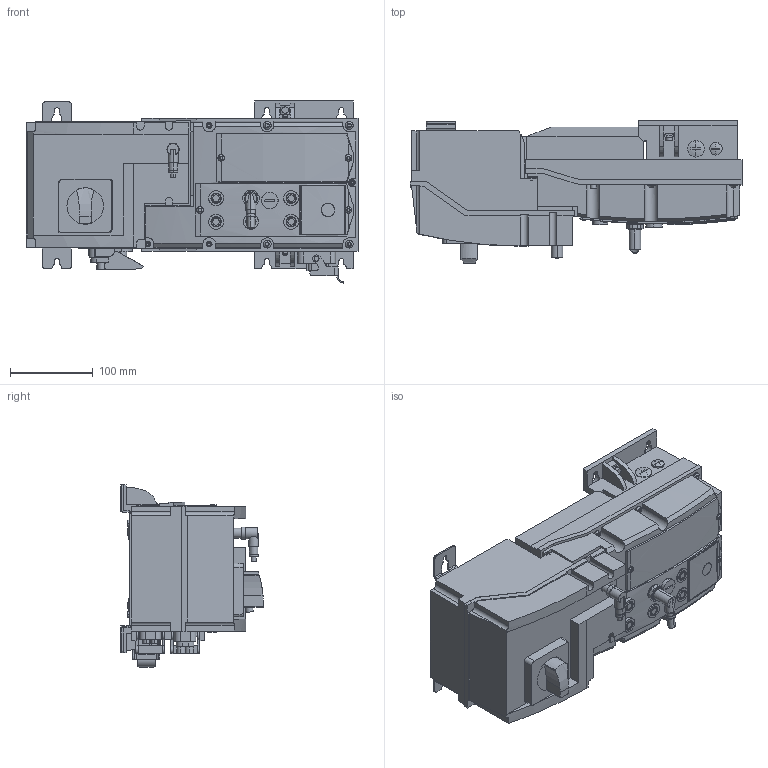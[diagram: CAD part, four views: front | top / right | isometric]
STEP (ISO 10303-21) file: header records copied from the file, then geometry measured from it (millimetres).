
FILE_DESCRIPTION(('STEP AP214'),'1');
FILE_NAME('cctmp_013B647E-1171-4823-A0C6-1BC8C0ED1501_2024_04_10_16_13_00_0385_2188..stp','2024-04-10T14:13:00',('Lenze SE'),('CADClick - www.CADClick.com'),'Spatial InterOp 3D',' ','unknown authorization');
FILE_SCHEMA(('AUTOMOTIVE_DESIGN'));
Length unit declared in the file: millimetre
Products named in the file (1): 2024_04_10_16_13_00_0338
Bounding box: 400.3 x 172 x 219.45 mm (x, y, z)
Volume: 7006467.7 mm3; surface area: 373812.5 mm2
Topology: 1 solids, 2 shells, 1151 faces, 3096 edges, 2047 vertices
Faces by surface type: plane 659, cylinder 450, cone 28, torus 14
Entity records: 48588 total; most frequent: CARTESIAN_POINT 9762, DIRECTION 6230, ORIENTED_EDGE 6192, EDGE_CURVE 3096, AXIS2_PLACEMENT_3D 2139, VERTEX_POINT 2047, LINE 1952, VECTOR 1952
